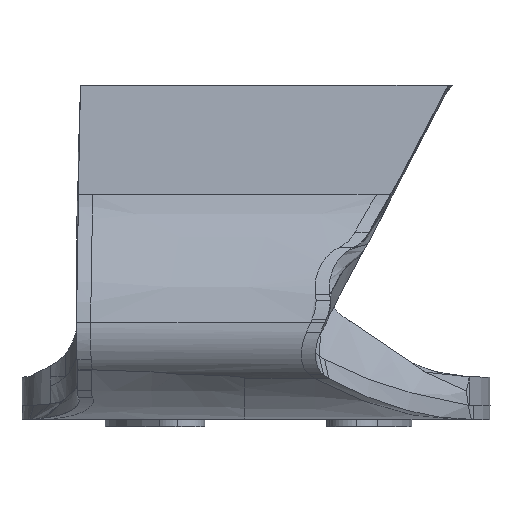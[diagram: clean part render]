
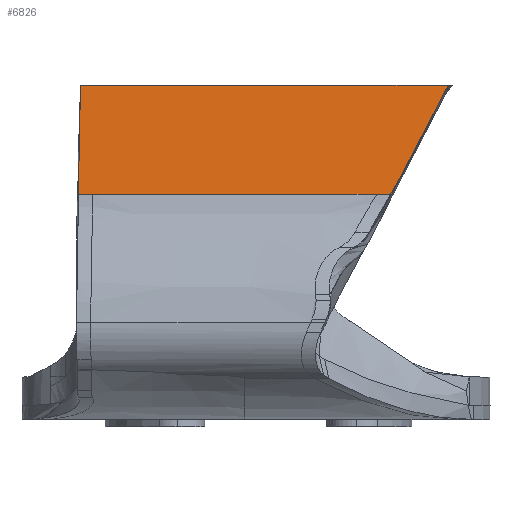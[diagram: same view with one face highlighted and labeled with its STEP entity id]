
A CAD part, top view. The second image highlights one B-rep face of the part: STEP entity #6826.
In plain terms, the highlighted planar face has unit normal (0, -0.067, -0.998).
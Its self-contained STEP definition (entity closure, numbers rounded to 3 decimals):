
#55 = VERTEX_POINT ( 'NONE', #9670 ) ;
#268 = DIRECTION ( 'NONE',  ( 0., 0.998, -0.067 ) ) ;
#631 = CARTESIAN_POINT ( 'NONE',  ( 64.066, -18.588, 9.831 ) ) ;
#694 = CARTESIAN_POINT ( 'NONE',  ( 46.598, -18.588, 9.831 ) ) ;
#972 = CARTESIAN_POINT ( 'NONE',  ( 66.395, -18.588, 9.831 ) ) ;
#1196 = CARTESIAN_POINT ( 'NONE',  ( 66.402, -18.588, 9.831 ) ) ;
#1420 = CARTESIAN_POINT ( 'NONE',  ( 67.417, -16.633, 9.699 ) ) ;
#1449 = CARTESIAN_POINT ( 'NONE',  ( 66.402, -18.588, 9.831 ) ) ;
#1499 = B_SPLINE_CURVE_WITH_KNOTS ( 'NONE', 3,
 ( #5942, #7686, #4248, #2375 ),
 .UNSPECIFIED., .F., .F.,
 ( 4, 4 ),
 ( 0., 1. ),
 .UNSPECIFIED. ) ;
#1854 = CARTESIAN_POINT ( 'NONE',  ( 66.38, -18.588, 9.831 ) ) ;
#1908 = EDGE_CURVE ( 'NONE', #9172, #3548, #5957, .T. ) ;
#2028 = FACE_OUTER_BOUND ( 'NONE', #3561, .T. ) ;
#2183 = CARTESIAN_POINT ( 'NONE',  ( 45.281, -18.588, 9.831 ) ) ;
#2267 = CARTESIAN_POINT ( 'NONE',  ( 67.078, -17.284, 9.743 ) ) ;
#2289 = VERTEX_POINT ( 'NONE', #7743 ) ;
#2331 = CARTESIAN_POINT ( 'NONE',  ( 51.268, -18.588, 9.831 ) ) ;
#2375 = CARTESIAN_POINT ( 'NONE',  ( 44.281, -18.588, 9.831 ) ) ;
#2386 = CARTESIAN_POINT ( 'NONE',  ( 66.74, -17.936, 9.787 ) ) ;
#2406 = DIRECTION ( 'NONE',  ( -1., 0., 0. ) ) ;
#2409 = ORIENTED_EDGE ( 'NONE', *, *, #1908, .T. ) ;
#3151 = LINE ( 'NONE', #5162, #7724 ) ;
#3259 = CARTESIAN_POINT ( 'NONE',  ( 57.37, -18.588, 9.831 ) ) ;
#3397 = EDGE_CURVE ( 'NONE', #3515, #7385, #10617, .T. ) ;
#3450 = B_SPLINE_CURVE_WITH_KNOTS ( 'NONE', 3,
 ( #1420, #10415, #9415, #8481 ),
 .UNSPECIFIED., .F., .F.,
 ( 4, 4 ),
 ( 0., 0.988 ),
 .UNSPECIFIED. ) ;
#3515 = VERTEX_POINT ( 'NONE', #2183 ) ;
#3548 = VERTEX_POINT ( 'NONE', #4115 ) ;
#3561 = EDGE_LOOP ( 'NONE', ( #11219, #5320, #4588, #3981, #7137, #6935, #10850, #2409 ) ) ;
#3811 = B_SPLINE_CURVE_WITH_KNOTS ( 'NONE', 3,
 ( #1196, #972, #10014, #1854 ),
 .UNSPECIFIED., .F., .F.,
 ( 4, 4 ),
 ( 0., 1. ),
 .UNSPECIFIED. ) ;
#3887 = VERTEX_POINT ( 'NONE', #9459 ) ;
#3981 = ORIENTED_EDGE ( 'NONE', *, *, #4713, .T. ) ;
#4115 = CARTESIAN_POINT ( 'NONE',  ( 44.432, -10.884, 9.312 ) ) ;
#4203 = CARTESIAN_POINT ( 'NONE',  ( 65.38, -18.588, 9.831 ) ) ;
#4248 = CARTESIAN_POINT ( 'NONE',  ( 44.614, -18.588, 9.831 ) ) ;
#4572 = EDGE_CURVE ( 'NONE', #7385, #2289, #5140, .T. ) ;
#4588 = ORIENTED_EDGE ( 'NONE', *, *, #5351, .F. ) ;
#4713 = EDGE_CURVE ( 'NONE', #3887, #2289, #3811, .T. ) ;
#4726 = DIRECTION ( 'NONE',  ( 0., -0.067, -0.998 ) ) ;
#4781 = CARTESIAN_POINT ( 'NONE',  ( 65.402, -18.588, 9.831 ) ) ;
#4852 = DIRECTION ( 'NONE',  ( 0.02, 0.998, -0.067 ) ) ;
#5088 = CARTESIAN_POINT ( 'NONE',  ( 62.752, -18.588, 9.831 ) ) ;
#5140 = LINE ( 'NONE', #6180, #7011 ) ;
#5162 = CARTESIAN_POINT ( 'NONE',  ( 65.402, -10.884, 9.312 ) ) ;
#5320 = ORIENTED_EDGE ( 'NONE', *, *, #10036, .F. ) ;
#5351 = EDGE_CURVE ( 'NONE', #3887, #55, #7429, .T. ) ;
#5600 = PLANE ( 'NONE',  #9057 ) ;
#5898 = CARTESIAN_POINT ( 'NONE',  ( 44.281, -18.588, 9.831 ) ) ;
#5942 = CARTESIAN_POINT ( 'NONE',  ( 45.281, -18.588, 9.831 ) ) ;
#5957 = LINE ( 'NONE', #5898, #9441 ) ;
#6180 = CARTESIAN_POINT ( 'NONE',  ( 65.38, -18.588, 9.831 ) ) ;
#6768 = CARTESIAN_POINT ( 'NONE',  ( 47.916, -18.588, 9.831 ) ) ;
#6826 = ADVANCED_FACE ( 'NONE', ( #2028 ), #5600, .T. ) ;
#6828 = CARTESIAN_POINT ( 'NONE',  ( 59.404, -18.588, 9.831 ) ) ;
#6935 = ORIENTED_EDGE ( 'NONE', *, *, #3397, .F. ) ;
#7011 = VECTOR ( 'NONE', #7869, 1000. ) ;
#7137 = ORIENTED_EDGE ( 'NONE', *, *, #4572, .F. ) ;
#7385 = VERTEX_POINT ( 'NONE', #10801 ) ;
#7429 = B_SPLINE_CURVE_WITH_KNOTS ( 'NONE', 3,
 ( #1449, #2386, #2267, #10321 ),
 .UNSPECIFIED., .F., .F.,
 ( 4, 4 ),
 ( 0., 1. ),
 .UNSPECIFIED. ) ;
#7686 = CARTESIAN_POINT ( 'NONE',  ( 44.947, -18.588, 9.831 ) ) ;
#7705 = CARTESIAN_POINT ( 'NONE',  ( 49.234, -18.588, 9.831 ) ) ;
#7724 = VECTOR ( 'NONE', #2406, 1000. ) ;
#7743 = CARTESIAN_POINT ( 'NONE',  ( 66.38, -18.588, 9.831 ) ) ;
#7786 = CARTESIAN_POINT ( 'NONE',  ( 44.281, -18.588, 9.831 ) ) ;
#7869 = DIRECTION ( 'NONE',  ( 1., 0., 0. ) ) ;
#8481 = CARTESIAN_POINT ( 'NONE',  ( 70.398, -10.884, 9.312 ) ) ;
#8633 = CARTESIAN_POINT ( 'NONE',  ( 53.302, -18.588, 9.831 ) ) ;
#9057 = AXIS2_PLACEMENT_3D ( 'NONE', #4781, #4726, #268 ) ;
#9172 = VERTEX_POINT ( 'NONE', #7786 ) ;
#9318 = VERTEX_POINT ( 'NONE', #9331 ) ;
#9331 = CARTESIAN_POINT ( 'NONE',  ( 70.398, -10.884, 9.312 ) ) ;
#9415 = CARTESIAN_POINT ( 'NONE',  ( 69.404, -12.8, 9.441 ) ) ;
#9441 = VECTOR ( 'NONE', #4852, 1000. ) ;
#9452 = CARTESIAN_POINT ( 'NONE',  ( 45.281, -18.588, 9.831 ) ) ;
#9459 = CARTESIAN_POINT ( 'NONE',  ( 66.402, -18.588, 9.831 ) ) ;
#9570 = CARTESIAN_POINT ( 'NONE',  ( 61.438, -18.588, 9.831 ) ) ;
#9670 = CARTESIAN_POINT ( 'NONE',  ( 67.417, -16.633, 9.699 ) ) ;
#9832 = EDGE_CURVE ( 'NONE', #3515, #9172, #1499, .T. ) ;
#10014 = CARTESIAN_POINT ( 'NONE',  ( 66.387, -18.588, 9.831 ) ) ;
#10036 = EDGE_CURVE ( 'NONE', #55, #9318, #3450, .T. ) ;
#10321 = CARTESIAN_POINT ( 'NONE',  ( 67.417, -16.633, 9.699 ) ) ;
#10408 = EDGE_CURVE ( 'NONE', #9318, #3548, #3151, .T. ) ;
#10415 = CARTESIAN_POINT ( 'NONE',  ( 68.41, -14.717, 9.57 ) ) ;
#10617 = B_SPLINE_CURVE_WITH_KNOTS ( 'NONE', 3,
 ( #9452, #694, #6768, #7705, #2331, #8633, #11265, #3259, #6828, #9570, #5088, #631, #4203 ),
 .UNSPECIFIED., .F., .F.,
 ( 4, 3, 3, 3, 4 ),
 ( 0.027, 0.031, 0.037, 0.043, 0.047 ),
 .UNSPECIFIED. ) ;
#10801 = CARTESIAN_POINT ( 'NONE',  ( 65.38, -18.588, 9.831 ) ) ;
#10850 = ORIENTED_EDGE ( 'NONE', *, *, #9832, .T. ) ;
#11219 = ORIENTED_EDGE ( 'NONE', *, *, #10408, .F. ) ;
#11265 = CARTESIAN_POINT ( 'NONE',  ( 55.336, -18.588, 9.831 ) ) ;
